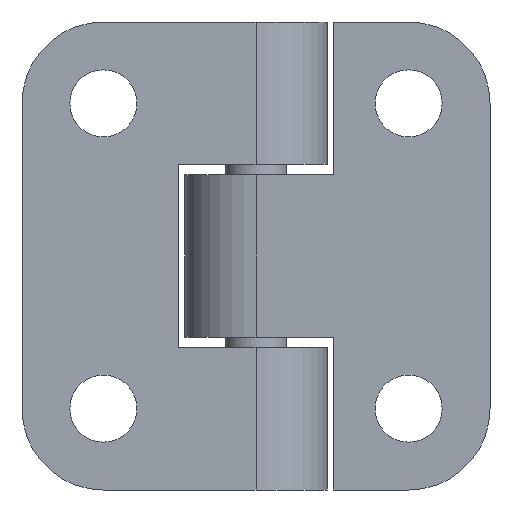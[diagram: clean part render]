
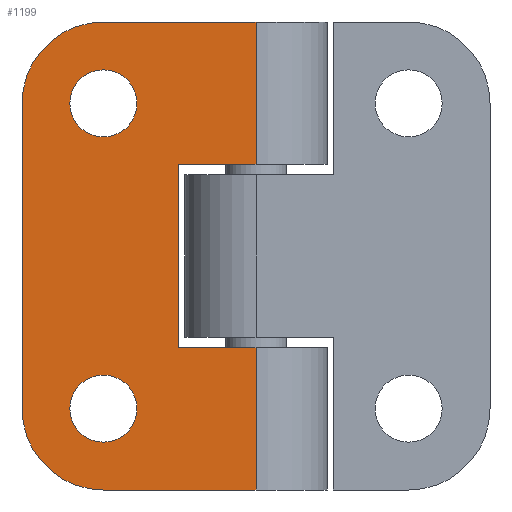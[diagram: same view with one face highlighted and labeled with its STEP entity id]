
A CAD part, front view. The second image highlights one B-rep face of the part: STEP entity #1199.
In plain terms, the highlighted planar face has unit normal (0, -1, 0).
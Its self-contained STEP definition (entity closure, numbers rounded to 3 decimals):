
#2 = CARTESIAN_POINT ( 'NONE',  ( -11.5, -3.5, -11.5 ) ) ;
#3 = VERTEX_POINT ( 'NONE', #224 ) ;
#6 = CIRCLE ( 'NONE', #1165, 1.65 ) ;
#13 = CARTESIAN_POINT ( 'NONE',  ( 0., -3.5, 11.5 ) ) ;
#26 = CARTESIAN_POINT ( 'NONE',  ( 0., -3.5, 11.5 ) ) ;
#40 = CARTESIAN_POINT ( 'NONE',  ( -7.5, -3.5, 11.5 ) ) ;
#60 = VERTEX_POINT ( 'NONE', #40 ) ;
#63 = DIRECTION ( 'NONE',  ( -1., 0., 0. ) ) ;
#67 = DIRECTION ( 'NONE',  ( 0., 0., -1. ) ) ;
#72 = FACE_BOUND ( 'NONE', #952, .T. ) ;
#96 = CIRCLE ( 'NONE', #582, 1.65 ) ;
#103 = FACE_BOUND ( 'NONE', #960, .T. ) ;
#150 = EDGE_CURVE ( 'NONE', #736, #389, #96, .T. ) ;
#151 = CARTESIAN_POINT ( 'NONE',  ( -7.5, -3.5, 7.5 ) ) ;
#156 = CARTESIAN_POINT ( 'NONE',  ( -3.8, -3.5, -4.5 ) ) ;
#181 = EDGE_CURVE ( 'NONE', #230, #677, #605, .T. ) ;
#182 = CARTESIAN_POINT ( 'NONE',  ( -11.5, -3.5, 11.5 ) ) ;
#188 = CARTESIAN_POINT ( 'NONE',  ( -11.5, -3.5, 7.5 ) ) ;
#190 = LINE ( 'NONE', #156, #556 ) ;
#201 = VERTEX_POINT ( 'NONE', #1101 ) ;
#224 = CARTESIAN_POINT ( 'NONE',  ( -5.85, -3.5, -7.5 ) ) ;
#230 = VERTEX_POINT ( 'NONE', #895 ) ;
#264 = EDGE_CURVE ( 'NONE', #389, #736, #672, .T. ) ;
#269 = EDGE_CURVE ( 'NONE', #354, #230, #678, .T. ) ;
#275 = CARTESIAN_POINT ( 'NONE',  ( -5.85, -3.5, 7.5 ) ) ;
#278 = CARTESIAN_POINT ( 'NONE',  ( -11.5, -3.5, 11.5 ) ) ;
#297 = EDGE_CURVE ( 'NONE', #1061, #984, #492, .T. ) ;
#304 = CARTESIAN_POINT ( 'NONE',  ( 3.5, -3.5, 4.5 ) ) ;
#329 = FACE_OUTER_BOUND ( 'NONE', #361, .T. ) ;
#340 = CARTESIAN_POINT ( 'NONE',  ( -7.5, -3.5, 7.5 ) ) ;
#343 = AXIS2_PLACEMENT_3D ( 'NONE', #998, #719, #630 ) ;
#354 = VERTEX_POINT ( 'NONE', #188 ) ;
#355 = ORIENTED_EDGE ( 'NONE', *, *, #269, .T. ) ;
#360 = CARTESIAN_POINT ( 'NONE',  ( 0., -3.5, 11.5 ) ) ;
#361 = EDGE_LOOP ( 'NONE', ( #549, #526, #754, #926, #858, #355, #502, #1152, #1158, #1137 ) ) ;
#389 = VERTEX_POINT ( 'NONE', #275 ) ;
#391 = CARTESIAN_POINT ( 'NONE',  ( -9.15, -3.5, 7.5 ) ) ;
#395 = EDGE_CURVE ( 'NONE', #60, #354, #1027, .T. ) ;
#397 = AXIS2_PLACEMENT_3D ( 'NONE', #151, #1188, #63 ) ;
#405 = EDGE_CURVE ( 'NONE', #677, #584, #997, .T. ) ;
#411 = ORIENTED_EDGE ( 'NONE', *, *, #264, .F. ) ;
#417 = DIRECTION ( 'NONE',  ( -1., 0., 0. ) ) ;
#429 = DIRECTION ( 'NONE',  ( 0., 0., -1. ) ) ;
#443 = CARTESIAN_POINT ( 'NONE',  ( 0., -3.5, 4.5 ) ) ;
#467 = PLANE ( 'NONE',  #1098 ) ;
#492 = LINE ( 'NONE', #537, #701 ) ;
#502 = ORIENTED_EDGE ( 'NONE', *, *, #181, .T. ) ;
#515 = EDGE_CURVE ( 'NONE', #201, #3, #6, .T. ) ;
#526 = ORIENTED_EDGE ( 'NONE', *, *, #658, .F. ) ;
#537 = CARTESIAN_POINT ( 'NONE',  ( 3.5, -3.5, -4.5 ) ) ;
#542 = DIRECTION ( 'NONE',  ( 0., 1., 0. ) ) ;
#549 = ORIENTED_EDGE ( 'NONE', *, *, #1058, .F. ) ;
#556 = VECTOR ( 'NONE', #429, 1000. ) ;
#561 = VECTOR ( 'NONE', #647, 1000. ) ;
#571 = CIRCLE ( 'NONE', #1140, 1.65 ) ;
#574 = DIRECTION ( 'NONE',  ( -1., 0., 0. ) ) ;
#582 = AXIS2_PLACEMENT_3D ( 'NONE', #340, #981, #417 ) ;
#584 = VERTEX_POINT ( 'NONE', #1089 ) ;
#590 = VERTEX_POINT ( 'NONE', #443 ) ;
#593 = EDGE_CURVE ( 'NONE', #60, #624, #957, .T. ) ;
#599 = VECTOR ( 'NONE', #861, 1000. ) ;
#605 = CIRCLE ( 'NONE', #343, 4. ) ;
#613 = VECTOR ( 'NONE', #67, 1000. ) ;
#624 = VERTEX_POINT ( 'NONE', #360 ) ;
#630 = DIRECTION ( 'NONE',  ( -1., 0., 0. ) ) ;
#639 = DIRECTION ( 'NONE',  ( 1., 0., 0. ) ) ;
#645 = LINE ( 'NONE', #304, #561 ) ;
#647 = DIRECTION ( 'NONE',  ( -1., 0., 0. ) ) ;
#652 = CARTESIAN_POINT ( 'NONE',  ( -7.5, -3.5, 7.5 ) ) ;
#653 = EDGE_CURVE ( 'NONE', #624, #590, #673, .T. ) ;
#658 = EDGE_CURVE ( 'NONE', #590, #788, #645, .T. ) ;
#669 = AXIS2_PLACEMENT_3D ( 'NONE', #652, #910, #922 ) ;
#672 = CIRCLE ( 'NONE', #397, 1.65 ) ;
#673 = LINE ( 'NONE', #13, #699 ) ;
#677 = VERTEX_POINT ( 'NONE', #1133 ) ;
#678 = LINE ( 'NONE', #1002, #613 ) ;
#682 = CARTESIAN_POINT ( 'NONE',  ( -3.8, -3.5, 4.5 ) ) ;
#695 = CARTESIAN_POINT ( 'NONE',  ( 0., -3.5, -4.5 ) ) ;
#699 = VECTOR ( 'NONE', #838, 1000. ) ;
#701 = VECTOR ( 'NONE', #1194, 1000. ) ;
#704 = CARTESIAN_POINT ( 'NONE',  ( -3.8, -3.5, -4.5 ) ) ;
#705 = ORIENTED_EDGE ( 'NONE', *, *, #1159, .F. ) ;
#719 = DIRECTION ( 'NONE',  ( 0., -1., 0. ) ) ;
#736 = VERTEX_POINT ( 'NONE', #391 ) ;
#754 = ORIENTED_EDGE ( 'NONE', *, *, #653, .F. ) ;
#771 = EDGE_CURVE ( 'NONE', #984, #584, #982, .T. ) ;
#778 = VECTOR ( 'NONE', #1198, 1000. ) ;
#788 = VERTEX_POINT ( 'NONE', #682 ) ;
#836 = CARTESIAN_POINT ( 'NONE',  ( -7.5, -3.5, -7.5 ) ) ;
#838 = DIRECTION ( 'NONE',  ( 0., 0., -1. ) ) ;
#844 = DIRECTION ( 'NONE',  ( 0., -1., 0. ) ) ;
#858 = ORIENTED_EDGE ( 'NONE', *, *, #395, .T. ) ;
#861 = DIRECTION ( 'NONE',  ( 0., 0., -1. ) ) ;
#880 = ORIENTED_EDGE ( 'NONE', *, *, #150, .F. ) ;
#895 = CARTESIAN_POINT ( 'NONE',  ( -11.5, -3.5, -7.5 ) ) ;
#910 = DIRECTION ( 'NONE',  ( 0., -1., 0. ) ) ;
#922 = DIRECTION ( 'NONE',  ( -1., 0., 0. ) ) ;
#926 = ORIENTED_EDGE ( 'NONE', *, *, #593, .F. ) ;
#949 = CARTESIAN_POINT ( 'NONE',  ( -7.5, -3.5, -7.5 ) ) ;
#952 = EDGE_LOOP ( 'NONE', ( #411, #880 ) ) ;
#957 = LINE ( 'NONE', #278, #778 ) ;
#960 = EDGE_LOOP ( 'NONE', ( #705, #1049 ) ) ;
#981 = DIRECTION ( 'NONE',  ( 0., -1., 0. ) ) ;
#982 = LINE ( 'NONE', #26, #599 ) ;
#984 = VERTEX_POINT ( 'NONE', #695 ) ;
#997 = LINE ( 'NONE', #2, #1146 ) ;
#998 = CARTESIAN_POINT ( 'NONE',  ( -7.5, -3.5, -7.5 ) ) ;
#1002 = CARTESIAN_POINT ( 'NONE',  ( -11.5, -3.5, 11.5 ) ) ;
#1020 = DIRECTION ( 'NONE',  ( 0., -1., 0. ) ) ;
#1027 = CIRCLE ( 'NONE', #669, 4. ) ;
#1049 = ORIENTED_EDGE ( 'NONE', *, *, #515, .F. ) ;
#1058 = EDGE_CURVE ( 'NONE', #788, #1061, #190, .T. ) ;
#1061 = VERTEX_POINT ( 'NONE', #704 ) ;
#1089 = CARTESIAN_POINT ( 'NONE',  ( 0., -3.5, -11.5 ) ) ;
#1098 = AXIS2_PLACEMENT_3D ( 'NONE', #182, #542, #1121 ) ;
#1101 = CARTESIAN_POINT ( 'NONE',  ( -9.15, -3.5, -7.5 ) ) ;
#1108 = DIRECTION ( 'NONE',  ( -1., 0., 0. ) ) ;
#1121 = DIRECTION ( 'NONE',  ( -1., 0., 0. ) ) ;
#1133 = CARTESIAN_POINT ( 'NONE',  ( -7.5, -3.5, -11.5 ) ) ;
#1137 = ORIENTED_EDGE ( 'NONE', *, *, #297, .F. ) ;
#1140 = AXIS2_PLACEMENT_3D ( 'NONE', #836, #1020, #1108 ) ;
#1146 = VECTOR ( 'NONE', #639, 1000. ) ;
#1152 = ORIENTED_EDGE ( 'NONE', *, *, #405, .T. ) ;
#1158 = ORIENTED_EDGE ( 'NONE', *, *, #771, .F. ) ;
#1159 = EDGE_CURVE ( 'NONE', #3, #201, #571, .T. ) ;
#1165 = AXIS2_PLACEMENT_3D ( 'NONE', #949, #844, #574 ) ;
#1188 = DIRECTION ( 'NONE',  ( 0., -1., 0. ) ) ;
#1194 = DIRECTION ( 'NONE',  ( 1., 0., 0. ) ) ;
#1198 = DIRECTION ( 'NONE',  ( 1., 0., 0. ) ) ;
#1199 = ADVANCED_FACE ( 'NONE', ( #103, #72, #329 ), #467, .F. ) ;
